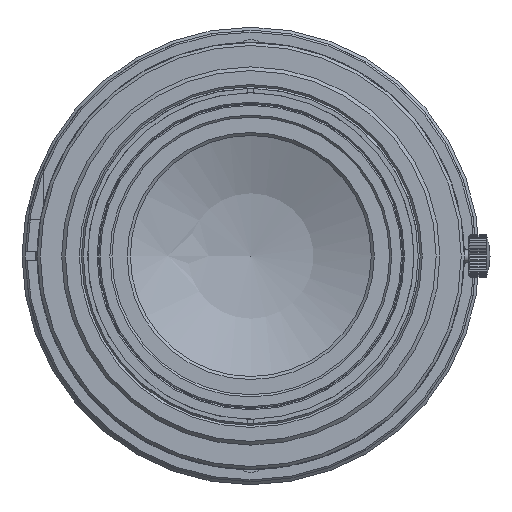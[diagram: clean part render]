
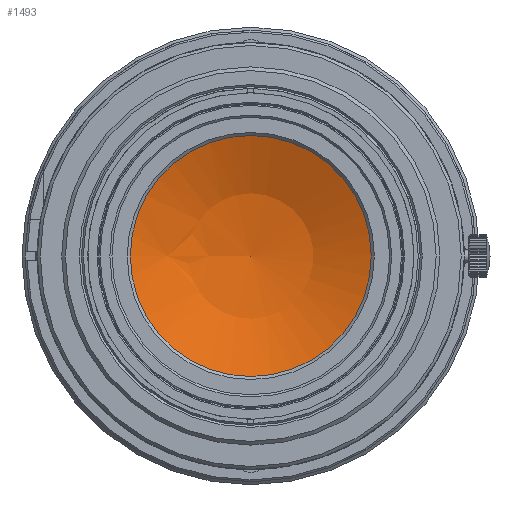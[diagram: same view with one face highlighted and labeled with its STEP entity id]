
A CAD part, left-side view. The second image highlights one B-rep face of the part: STEP entity #1493.
In plain terms, the highlighted spherical face has radius 45.956 mm.
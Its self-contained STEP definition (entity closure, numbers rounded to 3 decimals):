
#113=SPHERICAL_SURFACE('',#13221,45.956);
#872=FACE_OUTER_BOUND('',#4606,.T.);
#1493=ADVANCED_FACE('',(#872),#113,.F.);
#2929=CIRCLE('',#13211,20.041);
#4606=EDGE_LOOP('',(#7773));
#7773=ORIENTED_EDGE('',*,*,#11160,.T.);
#9447=VERTEX_POINT('',#23106);
#11160=EDGE_CURVE('',#9447,#9447,#2929,.T.);
#13211=AXIS2_PLACEMENT_3D('',#23105,#15574,#15575);
#13221=AXIS2_PLACEMENT_3D('',#23117,#15594,#15595);
#15574=DIRECTION('',(-1.,0.,0.));
#15575=DIRECTION('',(0.,0.,1.));
#15594=DIRECTION('',(-1.,0.,0.));
#15595=DIRECTION('',(0.,1.,0.));
#23105=CARTESIAN_POINT('',(-245.673,0.,0.));
#23106=CARTESIAN_POINT('',(-245.673,0.,20.041));
#23117=CARTESIAN_POINT('',(-287.029,0.,0.));
